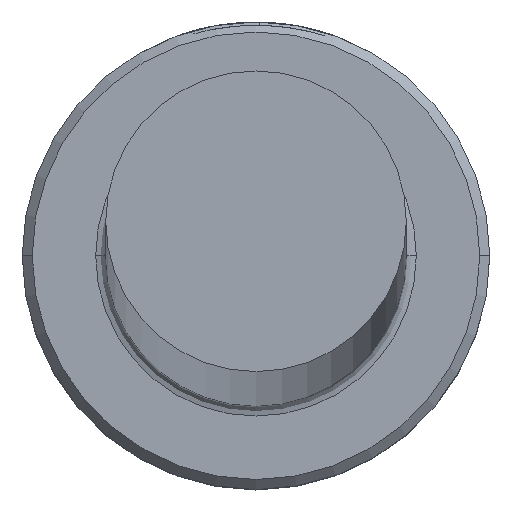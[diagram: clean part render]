
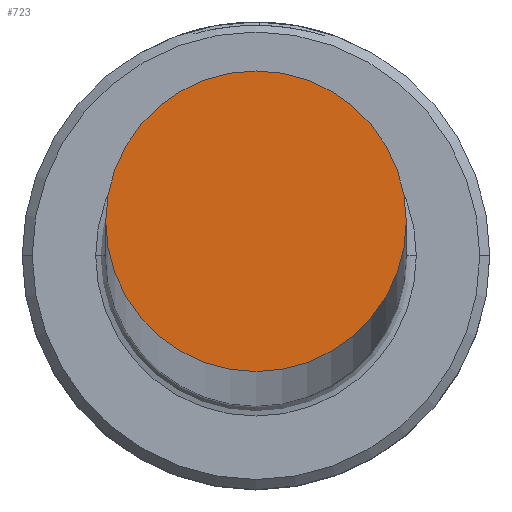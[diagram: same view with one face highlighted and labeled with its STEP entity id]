
A CAD part, top view. The second image highlights one B-rep face of the part: STEP entity #723.
In plain terms, the highlighted planar face has unit normal (0, 0, 1).
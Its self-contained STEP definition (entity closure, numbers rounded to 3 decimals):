
#5 = CIRCLE ( 'NONE', #730, 4.5 ) ;
#10 = VERTEX_POINT ( 'NONE', #490 ) ;
#42 = DIRECTION ( 'NONE',  ( 1., 0., 0. ) ) ;
#155 = FACE_OUTER_BOUND ( 'NONE', #516, .T. ) ;
#176 = DIRECTION ( 'NONE',  ( 0., 0., 1. ) ) ;
#199 = AXIS2_PLACEMENT_3D ( 'NONE', #243, #612, #42 ) ;
#243 = CARTESIAN_POINT ( 'NONE',  ( 0., 0., 600. ) ) ;
#249 = DIRECTION ( 'NONE',  ( 0., 0., 1. ) ) ;
#375 = EDGE_CURVE ( 'NONE', #10, #773, #5, .T. ) ;
#445 = ORIENTED_EDGE ( 'NONE', *, *, #375, .T. ) ;
#490 = CARTESIAN_POINT ( 'NONE',  ( 4.5, 0., 600. ) ) ;
#516 = EDGE_LOOP ( 'NONE', ( #956, #445 ) ) ;
#527 = CARTESIAN_POINT ( 'NONE',  ( -4.5, 0., 600. ) ) ;
#612 = DIRECTION ( 'NONE',  ( 0., 0., 1. ) ) ;
#680 = AXIS2_PLACEMENT_3D ( 'NONE', #807, #249, #897 ) ;
#723 = ADVANCED_FACE ( 'NONE', ( #155 ), #978, .T. ) ;
#730 = AXIS2_PLACEMENT_3D ( 'NONE', #733, #176, #827 ) ;
#733 = CARTESIAN_POINT ( 'NONE',  ( 0., 0., 600. ) ) ;
#773 = VERTEX_POINT ( 'NONE', #527 ) ;
#807 = CARTESIAN_POINT ( 'NONE',  ( 0., 0., 600. ) ) ;
#827 = DIRECTION ( 'NONE',  ( 1., 0., 0. ) ) ;
#897 = DIRECTION ( 'NONE',  ( 1., 0., 0. ) ) ;
#956 = ORIENTED_EDGE ( 'NONE', *, *, #1163, .T. ) ;
#978 = PLANE ( 'NONE',  #199 ) ;
#995 = CIRCLE ( 'NONE', #680, 4.5 ) ;
#1163 = EDGE_CURVE ( 'NONE', #773, #10, #995, .T. ) ;
